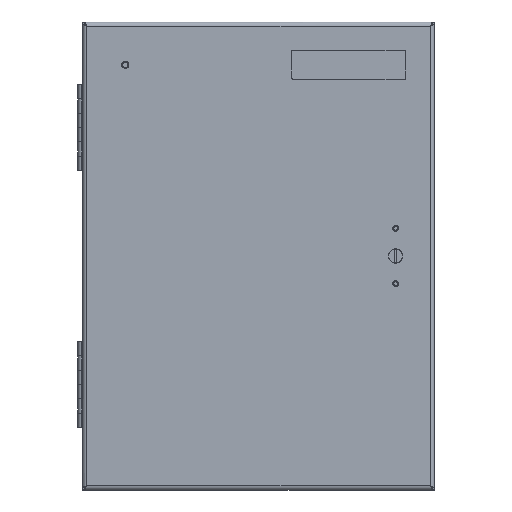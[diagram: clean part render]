
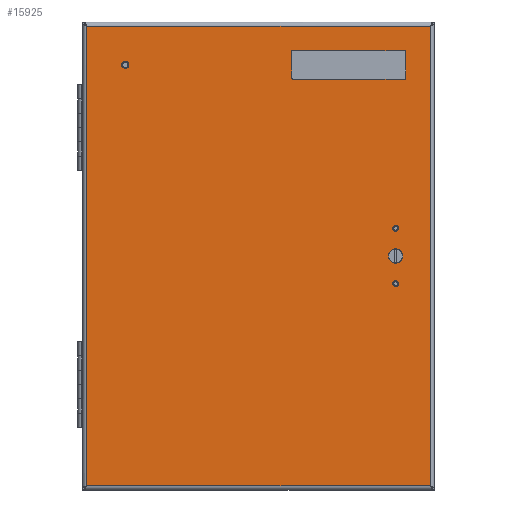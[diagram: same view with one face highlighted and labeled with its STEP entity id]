
A CAD part, top view. The second image highlights one B-rep face of the part: STEP entity #15925.
In plain terms, the highlighted face is planar.
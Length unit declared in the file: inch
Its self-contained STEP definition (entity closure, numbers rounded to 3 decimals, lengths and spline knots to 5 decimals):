
#582 = CARTESIAN_POINT ( 'NONE',  ( 6.0153, -8.0453, 0. ) ) ;
#636 = DIRECTION ( 'NONE',  ( 0., 0., -1. ) ) ;
#921 = VECTOR ( 'NONE', #22000, 39.37008 ) ;
#1253 = CARTESIAN_POINT ( 'NONE',  ( 6.08323, 8.0453, 0. ) ) ;
#1386 = FACE_BOUND ( 'NONE', #21124, .T. ) ;
#1832 = EDGE_LOOP ( 'NONE', ( #27492, #14682, #16257, #22633 ) ) ;
#1868 = CARTESIAN_POINT ( 'NONE',  ( 0., 0., 0. ) ) ;
#2377 = LINE ( 'NONE', #1253, #921 ) ;
#2499 = AXIS2_PLACEMENT_3D ( 'NONE', #22587, #8805, #24901 ) ;
#3073 = CARTESIAN_POINT ( 'NONE',  ( -4.665, -6.695, 0. ) ) ;
#3496 = AXIS2_PLACEMENT_3D ( 'NONE', #26405, #12664, #28698 ) ;
#3689 = CARTESIAN_POINT ( 'NONE',  ( -6.0153, -8.0453, 0. ) ) ;
#4136 = ORIENTED_EDGE ( 'NONE', *, *, #21329, .F. ) ;
#4158 = AXIS2_PLACEMENT_3D ( 'NONE', #12718, #28758, #15030 ) ;
#4191 = LINE ( 'NONE', #10988, #21836 ) ;
#4518 = CIRCLE ( 'NONE', #12906, 0.25 ) ;
#4714 = EDGE_CURVE ( 'NONE', #23517, #22668, #5726, .T. ) ;
#4858 = ORIENTED_EDGE ( 'NONE', *, *, #12291, .F. ) ;
#4975 = DIRECTION ( 'NONE',  ( 0., 0., -1. ) ) ;
#5418 = DIRECTION ( 'NONE',  ( -1., 0., 0. ) ) ;
#5726 = LINE ( 'NONE', #582, #11120 ) ;
#5950 = CIRCLE ( 'NONE', #2499, 0.0945 ) ;
#6052 = EDGE_CURVE ( 'NONE', #17195, #23517, #2377, .T. ) ;
#6242 = CARTESIAN_POINT ( 'NONE',  ( 6.0153, 8.0453, 0. ) ) ;
#7931 = VERTEX_POINT ( 'NONE', #22636 ) ;
#8197 = VERTEX_POINT ( 'NONE', #18999 ) ;
#8571 = EDGE_CURVE ( 'NONE', #9168, #17521, #10231, .T. ) ;
#8805 = DIRECTION ( 'NONE',  ( 0., 0., -1. ) ) ;
#8959 = CARTESIAN_POINT ( 'NONE',  ( -6.0153, 8.0453, 0. ) ) ;
#9168 = VERTEX_POINT ( 'NONE', #28530 ) ;
#9611 = ORIENTED_EDGE ( 'NONE', *, *, #17549, .F. ) ;
#10231 = CIRCLE ( 'NONE', #4158, 0.0685 ) ;
#10256 = CARTESIAN_POINT ( 'NONE',  ( 4.8735, 0.969, 0. ) ) ;
#10360 = EDGE_CURVE ( 'NONE', #8197, #21215, #4518, .T. ) ;
#10743 = EDGE_CURVE ( 'NONE', #7931, #21895, #5950, .T. ) ;
#10824 = EDGE_CURVE ( 'NONE', #21215, #8197, #19957, .T. ) ;
#10869 = EDGE_LOOP ( 'NONE', ( #4858, #9611 ) ) ;
#10988 = CARTESIAN_POINT ( 'NONE',  ( -6.0153, -8.0453, 0. ) ) ;
#11016 = CARTESIAN_POINT ( 'NONE',  ( 4.805, 0.969, 0. ) ) ;
#11120 = VECTOR ( 'NONE', #17351, 39.37008 ) ;
#11513 = FACE_OUTER_BOUND ( 'NONE', #1832, .T. ) ;
#12291 = EDGE_CURVE ( 'NONE', #18167, #14538, #14136, .T. ) ;
#12422 = CARTESIAN_POINT ( 'NONE',  ( 4.8735, -0.969, 0. ) ) ;
#12628 = DIRECTION ( 'NONE',  ( 0., 0., -1. ) ) ;
#12664 = DIRECTION ( 'NONE',  ( 0., 0., -1. ) ) ;
#12718 = CARTESIAN_POINT ( 'NONE',  ( 4.805, 0.969, 0. ) ) ;
#12906 = AXIS2_PLACEMENT_3D ( 'NONE', #18733, #4975, #21069 ) ;
#13321 = DIRECTION ( 'NONE',  ( -1., 0., 0. ) ) ;
#13566 = ORIENTED_EDGE ( 'NONE', *, *, #19819, .F. ) ;
#13980 = CARTESIAN_POINT ( 'NONE',  ( -4.7595, -6.695, 0. ) ) ;
#14101 = VERTEX_POINT ( 'NONE', #3689 ) ;
#14136 = CIRCLE ( 'NONE', #17551, 0.0685 ) ;
#14257 = CIRCLE ( 'NONE', #28795, 0.0685 ) ;
#14437 = CARTESIAN_POINT ( 'NONE',  ( 4.805, -0.969, 0. ) ) ;
#14538 = VERTEX_POINT ( 'NONE', #12422 ) ;
#14682 = ORIENTED_EDGE ( 'NONE', *, *, #4714, .T. ) ;
#14850 = AXIS2_PLACEMENT_3D ( 'NONE', #26371, #12628, #28661 ) ;
#15030 = DIRECTION ( 'NONE',  ( -1., 0., 0. ) ) ;
#15138 = VECTOR ( 'NONE', #29264, 39.37008 ) ;
#15338 = CARTESIAN_POINT ( 'NONE',  ( 6.0153, -8.0453, 0. ) ) ;
#15468 = ORIENTED_EDGE ( 'NONE', *, *, #10824, .F. ) ;
#15772 = DIRECTION ( 'NONE',  ( 0., 0., -1. ) ) ;
#15925 = ADVANCED_FACE ( 'NONE', ( #17579, #23728, #1386, #17124, #11513 ), #20418, .T. ) ;
#16257 = ORIENTED_EDGE ( 'NONE', *, *, #24648, .T. ) ;
#16453 = ORIENTED_EDGE ( 'NONE', *, *, #8571, .F. ) ;
#16739 = DIRECTION ( 'NONE',  ( -1., 0., 0. ) ) ;
#17124 = FACE_BOUND ( 'NONE', #25058, .T. ) ;
#17195 = VERTEX_POINT ( 'NONE', #8959 ) ;
#17351 = DIRECTION ( 'NONE',  ( 0., -1., 0. ) ) ;
#17521 = VERTEX_POINT ( 'NONE', #10256 ) ;
#17549 = EDGE_CURVE ( 'NONE', #14538, #18167, #22038, .T. ) ;
#17551 = AXIS2_PLACEMENT_3D ( 'NONE', #14437, #636, #16739 ) ;
#17579 = FACE_BOUND ( 'NONE', #10869, .T. ) ;
#17904 = DIRECTION ( 'NONE',  ( -1., 0., 0. ) ) ;
#18017 = CARTESIAN_POINT ( 'NONE',  ( -6.0153, 8.0453, 0. ) ) ;
#18167 = VERTEX_POINT ( 'NONE', #28473 ) ;
#18293 = AXIS2_PLACEMENT_3D ( 'NONE', #1868, #15772, #25019 ) ;
#18410 = EDGE_CURVE ( 'NONE', #14101, #17195, #19829, .T. ) ;
#18415 = ORIENTED_EDGE ( 'NONE', *, *, #10360, .F. ) ;
#18677 = EDGE_LOOP ( 'NONE', ( #16453, #4136 ) ) ;
#18733 = CARTESIAN_POINT ( 'NONE',  ( 4.805, 0., 0. ) ) ;
#18999 = CARTESIAN_POINT ( 'NONE',  ( 4.555, 0., 0. ) ) ;
#19020 = CIRCLE ( 'NONE', #22459, 0.0945 ) ;
#19164 = DIRECTION ( 'NONE',  ( 0., 0., -1. ) ) ;
#19819 = EDGE_CURVE ( 'NONE', #21895, #7931, #19020, .T. ) ;
#19829 = LINE ( 'NONE', #18017, #15138 ) ;
#19957 = CIRCLE ( 'NONE', #14850, 0.25 ) ;
#20418 = PLANE ( 'NONE',  #18293 ) ;
#21069 = DIRECTION ( 'NONE',  ( -1., 0., 0. ) ) ;
#21124 = EDGE_LOOP ( 'NONE', ( #18415, #15468 ) ) ;
#21215 = VERTEX_POINT ( 'NONE', #23991 ) ;
#21329 = EDGE_CURVE ( 'NONE', #17521, #9168, #14257, .T. ) ;
#21836 = VECTOR ( 'NONE', #17904, 39.37008 ) ;
#21895 = VERTEX_POINT ( 'NONE', #13980 ) ;
#22000 = DIRECTION ( 'NONE',  ( 1., 0., 0. ) ) ;
#22038 = CIRCLE ( 'NONE', #3496, 0.0685 ) ;
#22459 = AXIS2_PLACEMENT_3D ( 'NONE', #3073, #19164, #5418 ) ;
#22587 = CARTESIAN_POINT ( 'NONE',  ( -4.665, -6.695, 0. ) ) ;
#22633 = ORIENTED_EDGE ( 'NONE', *, *, #18410, .T. ) ;
#22636 = CARTESIAN_POINT ( 'NONE',  ( -4.5705, -6.695, 0. ) ) ;
#22668 = VERTEX_POINT ( 'NONE', #15338 ) ;
#23517 = VERTEX_POINT ( 'NONE', #6242 ) ;
#23728 = FACE_BOUND ( 'NONE', #18677, .T. ) ;
#23991 = CARTESIAN_POINT ( 'NONE',  ( 5.055, 0., 0. ) ) ;
#24648 = EDGE_CURVE ( 'NONE', #22668, #14101, #4191, .T. ) ;
#24901 = DIRECTION ( 'NONE',  ( -1., 0., 0. ) ) ;
#25019 = DIRECTION ( 'NONE',  ( -1., 0., 0. ) ) ;
#25058 = EDGE_LOOP ( 'NONE', ( #13566, #29389 ) ) ;
#26371 = CARTESIAN_POINT ( 'NONE',  ( 4.805, 0., 0. ) ) ;
#26405 = CARTESIAN_POINT ( 'NONE',  ( 4.805, -0.969, 0. ) ) ;
#27071 = DIRECTION ( 'NONE',  ( 0., 0., -1. ) ) ;
#27492 = ORIENTED_EDGE ( 'NONE', *, *, #6052, .T. ) ;
#28473 = CARTESIAN_POINT ( 'NONE',  ( 4.7365, -0.969, 0. ) ) ;
#28530 = CARTESIAN_POINT ( 'NONE',  ( 4.7365, 0.969, 0. ) ) ;
#28661 = DIRECTION ( 'NONE',  ( -1., 0., 0. ) ) ;
#28698 = DIRECTION ( 'NONE',  ( -1., 0., 0. ) ) ;
#28758 = DIRECTION ( 'NONE',  ( 0., 0., -1. ) ) ;
#28795 = AXIS2_PLACEMENT_3D ( 'NONE', #11016, #27071, #13321 ) ;
#29264 = DIRECTION ( 'NONE',  ( 0., 1., 0. ) ) ;
#29389 = ORIENTED_EDGE ( 'NONE', *, *, #10743, .F. ) ;
